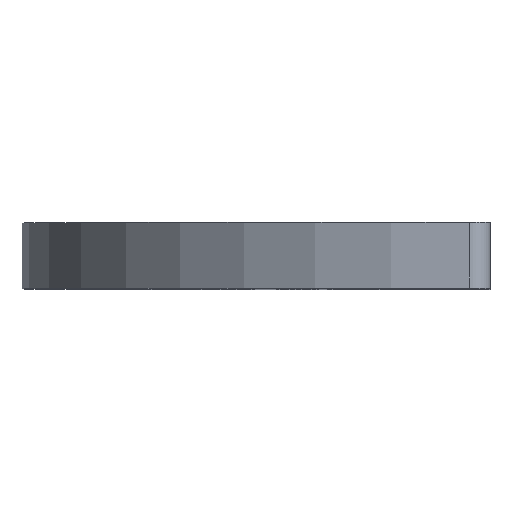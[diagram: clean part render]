
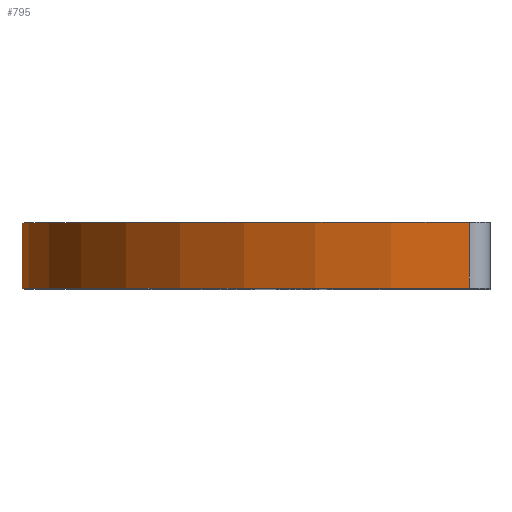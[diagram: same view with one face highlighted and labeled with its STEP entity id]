
A CAD part, top view. The second image highlights one B-rep face of the part: STEP entity #795.
In plain terms, the highlighted cylindrical face has radius 35.5 mm (diameter 71 mm), a partial arc.
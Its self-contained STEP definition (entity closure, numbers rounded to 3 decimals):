
#14 = EDGE_CURVE ( 'NONE', #34, #728, #679, .T. ) ;
#17 = DIRECTION ( 'NONE',  ( 0., 0., -1. ) ) ;
#34 = VERTEX_POINT ( 'NONE', #87 ) ;
#36 = CARTESIAN_POINT ( 'NONE',  ( 0., 2., 0. ) ) ;
#50 = VERTEX_POINT ( 'NONE', #177 ) ;
#87 = CARTESIAN_POINT ( 'NONE',  ( -1.566, 2., -35.465 ) ) ;
#114 = DIRECTION ( 'NONE',  ( 0., 0., 1. ) ) ;
#115 = EDGE_LOOP ( 'NONE', ( #927, #520, #1116, #647 ) ) ;
#160 = AXIS2_PLACEMENT_3D ( 'NONE', #208, #201, #17 ) ;
#177 = CARTESIAN_POINT ( 'NONE',  ( -1.566, 2., 35.465 ) ) ;
#197 = CYLINDRICAL_SURFACE ( 'NONE', #500, 35.5 ) ;
#201 = DIRECTION ( 'NONE',  ( 0., -1., 0. ) ) ;
#208 = CARTESIAN_POINT ( 'NONE',  ( 0., -3., 0. ) ) ;
#210 = CIRCLE ( 'NONE', #442, 35.5 ) ;
#252 = CIRCLE ( 'NONE', #160, 35.5 ) ;
#257 = CARTESIAN_POINT ( 'NONE',  ( -1.566, -3., -35.465 ) ) ;
#281 = DIRECTION ( 'NONE',  ( 0., -1., 0. ) ) ;
#316 = DIRECTION ( 'NONE',  ( 0., 1., 0. ) ) ;
#442 = AXIS2_PLACEMENT_3D ( 'NONE', #36, #878, #114 ) ;
#500 = AXIS2_PLACEMENT_3D ( 'NONE', #1050, #281, #549 ) ;
#520 = ORIENTED_EDGE ( 'NONE', *, *, #874, .F. ) ;
#549 = DIRECTION ( 'NONE',  ( 0., 0., -1. ) ) ;
#596 = CARTESIAN_POINT ( 'NONE',  ( -1.566, 2., -35.465 ) ) ;
#647 = ORIENTED_EDGE ( 'NONE', *, *, #893, .F. ) ;
#655 = VECTOR ( 'NONE', #316, 1000. ) ;
#679 = LINE ( 'NONE', #596, #1102 ) ;
#680 = CARTESIAN_POINT ( 'NONE',  ( -1.566, -3., 35.465 ) ) ;
#685 = VERTEX_POINT ( 'NONE', #680 ) ;
#728 = VERTEX_POINT ( 'NONE', #257 ) ;
#794 = FACE_OUTER_BOUND ( 'NONE', #115, .T. ) ;
#795 = ADVANCED_FACE ( 'NONE', ( #794 ), #197, .T. ) ;
#874 = EDGE_CURVE ( 'NONE', #685, #728, #252, .T. ) ;
#878 = DIRECTION ( 'NONE',  ( 0., 1., 0. ) ) ;
#893 = EDGE_CURVE ( 'NONE', #34, #50, #210, .T. ) ;
#927 = ORIENTED_EDGE ( 'NONE', *, *, #14, .T. ) ;
#1021 = DIRECTION ( 'NONE',  ( 0., -1., 0. ) ) ;
#1023 = EDGE_CURVE ( 'NONE', #685, #50, #1076, .T. ) ;
#1050 = CARTESIAN_POINT ( 'NONE',  ( 0., 2., 0. ) ) ;
#1076 = LINE ( 'NONE', #1085, #655 ) ;
#1085 = CARTESIAN_POINT ( 'NONE',  ( -1.566, 2., 35.465 ) ) ;
#1102 = VECTOR ( 'NONE', #1021, 1000. ) ;
#1116 = ORIENTED_EDGE ( 'NONE', *, *, #1023, .T. ) ;
